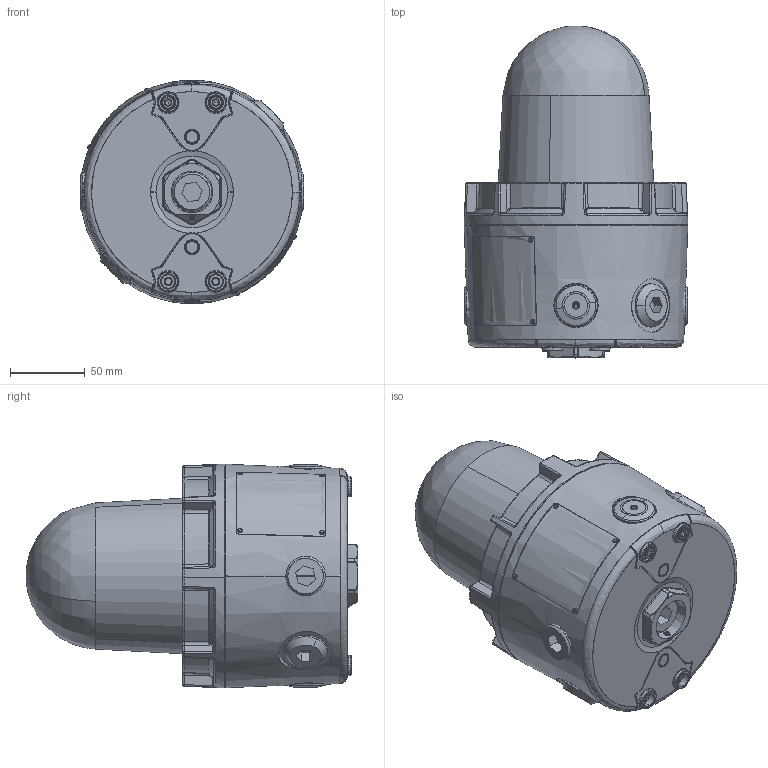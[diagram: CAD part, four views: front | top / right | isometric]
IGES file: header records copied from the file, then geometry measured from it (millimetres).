
Start section: SolidWorks IGES file using analytic representation for surfaces
Global section: file name: D191-05-251-3D_Issue_1-2.IGS; native system: SolidWorks 2018; preprocessor: SolidWorks 2018; author: richard.potts; date: 180410.125726; units: millimetre
Bounding box: 150 x 222.63 x 149.97 mm (x, y, z)
Surface area: 225485 mm2 (no closed solid volume)
Topology: 0 solids, 0 shells, 1416 faces, 17391 edges, 17350 vertices
Faces by surface type: bspline 799, revolution 617
